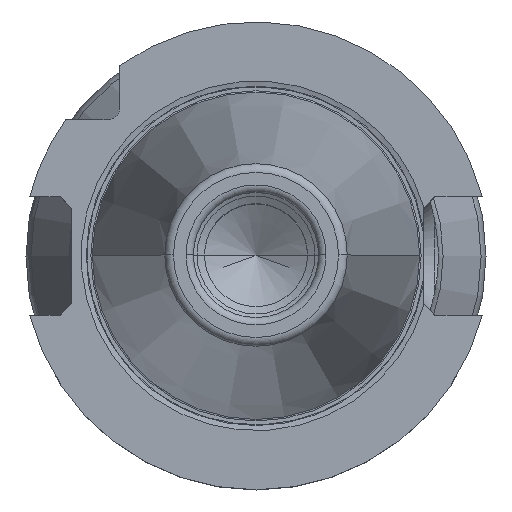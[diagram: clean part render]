
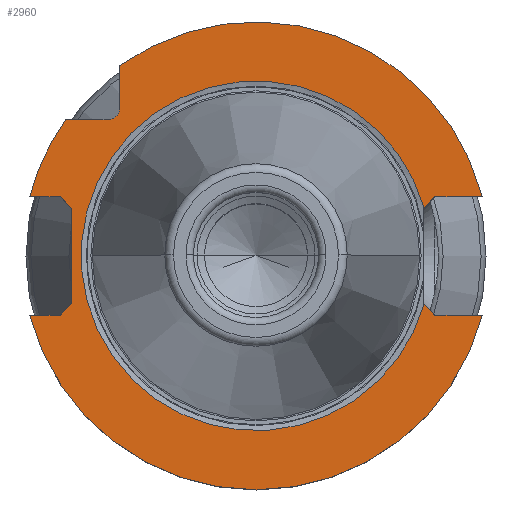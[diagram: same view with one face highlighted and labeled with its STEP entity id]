
A CAD part, top view. The second image highlights one B-rep face of the part: STEP entity #2960.
In plain terms, the highlighted planar face has unit normal (0, 0, 1).
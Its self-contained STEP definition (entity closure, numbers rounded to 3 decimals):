
#399=CARTESIAN_POINT('',(0.,0.,-3.2));
#400=DIRECTION('',(0.,0.,1.));
#401=DIRECTION('',(-0.813,0.582,0.));
#402=AXIS2_PLACEMENT_3D('',#399,#400,#401);
#415=CARTESIAN_POINT('',(0.,0.,-3.2));
#416=DIRECTION('',(0.,0.,1.));
#417=DIRECTION('',(-0.967,-0.253,0.));
#418=AXIS2_PLACEMENT_3D('',#415,#416,#417);
#431=CARTESIAN_POINT('',(0.,0.,-3.2));
#432=DIRECTION('',(0.,0.,1.));
#433=DIRECTION('',(0.967,0.253,0.));
#434=AXIS2_PLACEMENT_3D('',#431,#432,#433);
#537=DIRECTION('',(-1.,0.,0.));
#538=VECTOR('',#537,6.438);
#539=CARTESIAN_POINT('',(30.738,-8.05,-3.2));
#540=LINE('',#539,#538);
#544=DIRECTION('',(1.,0.,0.));
#545=VECTOR('',#544,4.138);
#546=CARTESIAN_POINT('',(-30.738,-8.05,-3.2));
#547=LINE('',#546,#545);
#551=DIRECTION('',(-0.707,-0.707,0.));
#552=VECTOR('',#551,2.263);
#553=CARTESIAN_POINT('',(-25.,-6.45,-3.2));
#554=LINE('',#553,#552);
#558=DIRECTION('',(0.,-1.,0.));
#559=VECTOR('',#558,12.9);
#560=CARTESIAN_POINT('',(-25.,6.45,-3.2));
#561=LINE('',#560,#559);
#565=DIRECTION('',(-0.707,0.707,0.));
#566=VECTOR('',#565,2.263);
#567=CARTESIAN_POINT('',(-25.,6.45,-3.2));
#568=LINE('',#567,#566);
#572=DIRECTION('',(1.,0.,0.));
#573=VECTOR('',#572,4.138);
#574=CARTESIAN_POINT('',(-30.738,8.05,-3.2));
#575=LINE('',#574,#573);
#579=DIRECTION('',(1.,0.,0.));
#580=VECTOR('',#579,5.734);
#581=CARTESIAN_POINT('',(-25.834,18.5,-3.2));
#582=LINE('',#581,#580);
#586=DIRECTION('',(0.,-1.,0.));
#587=VECTOR('',#586,5.734);
#588=CARTESIAN_POINT('',(-18.5,25.834,-3.2));
#589=LINE('',#588,#587);
#593=DIRECTION('',(-1.,0.,0.));
#594=VECTOR('',#593,6.438);
#595=CARTESIAN_POINT('',(30.738,8.05,-3.2));
#596=LINE('',#595,#594);
#600=DIRECTION('',(-0.707,-0.707,0.));
#601=VECTOR('',#600,2.095);
#602=CARTESIAN_POINT('',(24.3,8.05,-3.2));
#603=LINE('',#602,#601);
#607=DIRECTION('',(-0.707,0.707,0.));
#608=VECTOR('',#607,2.095);
#609=CARTESIAN_POINT('',(24.3,-8.05,-3.2));
#610=LINE('',#609,#608);
#1213=CARTESIAN_POINT('',(-20.1,20.1,-3.2));
#1214=DIRECTION('',(0.,0.,-1.));
#1215=DIRECTION('',(1.,0.,0.));
#1216=AXIS2_PLACEMENT_3D('',#1213,#1214,#1215);
#1483=CARTESIAN_POINT('',(0.,0.,-3.2));
#1484=DIRECTION('',(0.,0.,-1.));
#1485=DIRECTION('',(0.961,-0.277,0.));
#1486=AXIS2_PLACEMENT_3D('',#1483,#1484,#1485);
#2310=CARTESIAN_POINT('',(-18.5,20.1,-3.2));
#2311=CARTESIAN_POINT('',(-20.1,18.5,-3.2));
#2312=VERTEX_POINT('',#2310);
#2313=VERTEX_POINT('',#2311);
#2342=CARTESIAN_POINT('',(-25.,-6.45,-3.2));
#2344=VERTEX_POINT('',#2342);
#2346=CARTESIAN_POINT('',(-26.6,-8.05,-3.2));
#2348=VERTEX_POINT('',#2346);
#2351=CARTESIAN_POINT('',(-25.,6.45,-3.2));
#2353=VERTEX_POINT('',#2351);
#2355=CARTESIAN_POINT('',(-26.6,8.05,-3.2));
#2357=VERTEX_POINT('',#2355);
#2414=CARTESIAN_POINT('',(-18.5,25.834,-3.2));
#2415=VERTEX_POINT('',#2414);
#2416=CARTESIAN_POINT('',(-25.834,18.5,-3.2));
#2417=VERTEX_POINT('',#2416);
#2444=CARTESIAN_POINT('',(-30.738,-8.05,-3.2));
#2446=VERTEX_POINT('',#2444);
#2450=CARTESIAN_POINT('',(-30.738,8.05,-3.2));
#2452=VERTEX_POINT('',#2450);
#2476=CARTESIAN_POINT('',(30.738,-8.05,-3.2));
#2478=VERTEX_POINT('',#2476);
#2484=CARTESIAN_POINT('',(30.738,8.05,-3.2));
#2486=VERTEX_POINT('',#2484);
#2492=CARTESIAN_POINT('',(24.3,-8.05,-3.2));
#2493=VERTEX_POINT('',#2492);
#2494=CARTESIAN_POINT('',(22.819,-6.569,-3.2));
#2495=VERTEX_POINT('',#2494);
#2496=CARTESIAN_POINT('',(24.3,8.05,-3.2));
#2497=VERTEX_POINT('',#2496);
#2498=CARTESIAN_POINT('',(22.819,6.569,-3.2));
#2499=VERTEX_POINT('',#2498);
#2928=CARTESIAN_POINT('',(0.,0.,-3.2));
#2929=DIRECTION('',(0.,0.,-1.));
#2930=DIRECTION('',(-1.,0.,0.));
#2931=AXIS2_PLACEMENT_3D('',#2928,#2929,#2930);
#2932=PLANE('',#2931);
#2933=ORIENTED_EDGE('',*,*,#2765,.F.);
#2934=ORIENTED_EDGE('',*,*,#2813,.F.);
#2936=ORIENTED_EDGE('',*,*,#2935,.T.);
#2938=ORIENTED_EDGE('',*,*,#2937,.F.);
#2939=ORIENTED_EDGE('',*,*,#2913,.F.);
#2940=ORIENTED_EDGE('',*,*,#2901,.T.);
#2941=ORIENTED_EDGE('',*,*,#2887,.F.);
#2942=ORIENTED_EDGE('',*,*,#2783,.F.);
#2944=ORIENTED_EDGE('',*,*,#2943,.T.);
#2946=ORIENTED_EDGE('',*,*,#2945,.F.);
#2948=ORIENTED_EDGE('',*,*,#2947,.F.);
#2949=ORIENTED_EDGE('',*,*,#2839,.F.);
#2951=ORIENTED_EDGE('',*,*,#2950,.T.);
#2953=ORIENTED_EDGE('',*,*,#2952,.T.);
#2955=ORIENTED_EDGE('',*,*,#2954,.F.);
#2957=ORIENTED_EDGE('',*,*,#2956,.F.);
#2958=EDGE_LOOP('',(#2933,#2934,#2936,#2938,#2939,#2940,#2941,#2942,#2944,#2946,
#2948,#2949,#2951,#2953,#2955,#2957));
#2959=FACE_OUTER_BOUND('',#2958,.F.);
#403=CIRCLE('',#402,31.775);
#419=CIRCLE('',#418,31.775);
#435=CIRCLE('',#434,31.775);
#1217=CIRCLE('',#1216,1.6);
#1487=CIRCLE('',#1486,23.746);
#2765=EDGE_CURVE('',#2478,#2493,#540,.T.);
#2783=EDGE_CURVE('',#2417,#2452,#403,.T.);
#2813=EDGE_CURVE('',#2446,#2478,#419,.T.);
#2839=EDGE_CURVE('',#2486,#2415,#435,.T.);
#2887=EDGE_CURVE('',#2452,#2357,#575,.T.);
#2901=EDGE_CURVE('',#2353,#2357,#568,.T.);
#2913=EDGE_CURVE('',#2353,#2344,#561,.T.);
#2935=EDGE_CURVE('',#2446,#2348,#547,.T.);
#2937=EDGE_CURVE('',#2344,#2348,#554,.T.);
#2943=EDGE_CURVE('',#2417,#2313,#582,.T.);
#2945=EDGE_CURVE('',#2312,#2313,#1217,.T.);
#2947=EDGE_CURVE('',#2415,#2312,#589,.T.);
#2950=EDGE_CURVE('',#2486,#2497,#596,.T.);
#2952=EDGE_CURVE('',#2497,#2499,#603,.T.);
#2954=EDGE_CURVE('',#2495,#2499,#1487,.T.);
#2956=EDGE_CURVE('',#2493,#2495,#610,.T.);
#2960=ADVANCED_FACE('',(#2959),#2932,.F.);
